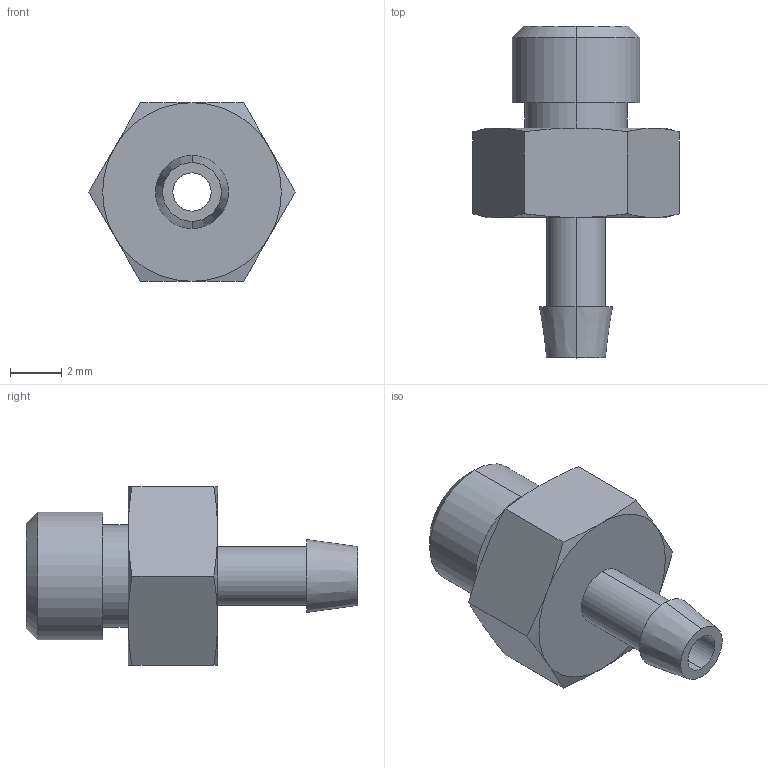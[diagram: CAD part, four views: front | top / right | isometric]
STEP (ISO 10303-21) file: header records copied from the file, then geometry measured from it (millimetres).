
FILE_DESCRIPTION(('STEP AP214'),'1');
FILE_NAME('COVAL_IMM5P1.stp','2017-12-28T08:28:31',('TraceParts'),('TraceParts S.A.'),'Spatial InterOp 3D',' ',' ');
FILE_SCHEMA(('automotive_design'));
Length unit declared in the file: millimetre
Products named in the file (1): COVAL_IMM5P1
Bounding box: 8.08 x 13 x 7 mm (x, y, z)
Volume: 220.2 mm3; surface area: 338.7 mm2
Topology: 1 solids, 1 shells, 36 faces, 76 edges, 46 vertices
Faces by surface type: cone 16, plane 12, cylinder 8
Entity records: 1005 total; most frequent: CARTESIAN_POINT 231, DIRECTION 160, ORIENTED_EDGE 152, EDGE_CURVE 76, AXIS2_PLACEMENT_3D 71, VERTEX_POINT 46, EDGE_LOOP 42, ADVANCED_FACE 36
